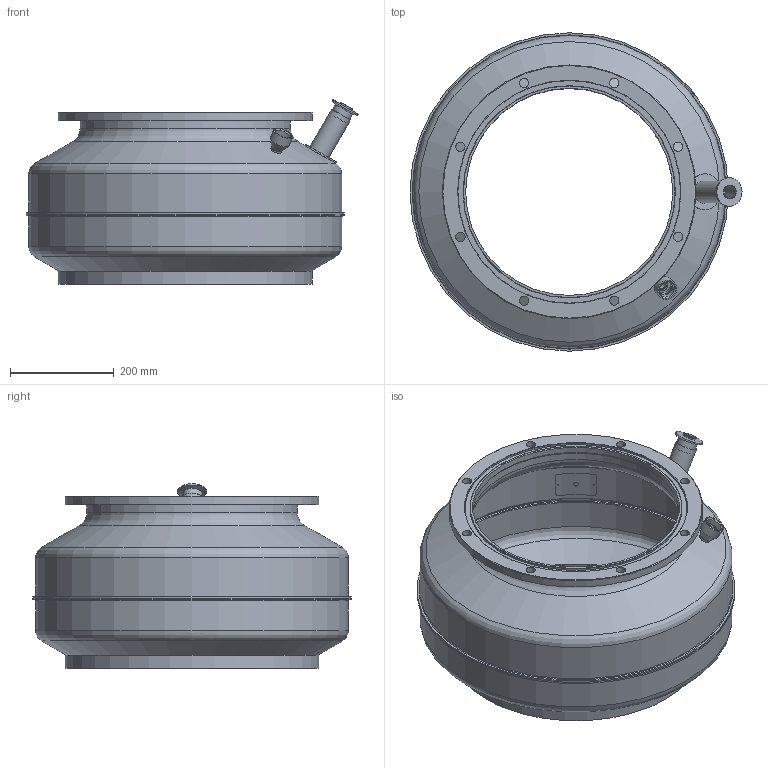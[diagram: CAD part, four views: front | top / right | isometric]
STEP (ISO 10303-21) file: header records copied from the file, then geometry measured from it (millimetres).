
FILE_DESCRIPTION(('STEP AP242'), '1');
FILE_NAME('ËÀ-400Ð çàãîòîâêà ãàáàðèòêè', '2024-08-28T06:52:36', (''), (''), 'C3D Converter', 'C3D Toolkit', '');
FILE_SCHEMA(('AP242_MANAGED_MODEL_BASED_3D_ENGINEERING_MIM_LF { 1 0 10303 442 1 1 4 }'));
Length unit declared in the file: millimetre
Bounding box: 641.11 x 615 x 356.57 mm (x, y, z)
Surface area: 1004733.2 mm2 (no closed solid volume)
Topology: 0 solids, 9 shells, 101 faces, 247 edges, 162 vertices
Faces by surface type: cylinder 49, cone 25, plane 19, torus 8
Full cylindrical faces by diameter (mm): 2 x2, 9 x1, 13.376 x8, 16 x1, 18 x8, 20.5 x1, 21 x1, 25 x1, 26.6 x1, 30 x1, 31.376 x1, 33.7 x1, 38 x1, 40 x1, 42 x1, 56 x1, 70 x1, 400 x2, 406 x1, 406.5 x1, 410 x1, 430 x1, 490 x2, 604 x2, 615 x2
Entity records: 4407 total; most frequent: CARTESIAN_POINT 2234, DIRECTION 482, ORIENTED_EDGE 294, AXIS2_PLACEMENT_3D 235, EDGE_LOOP 214, EDGE_CURVE 162, VERTEX_POINT 154, CIRCLE 133
